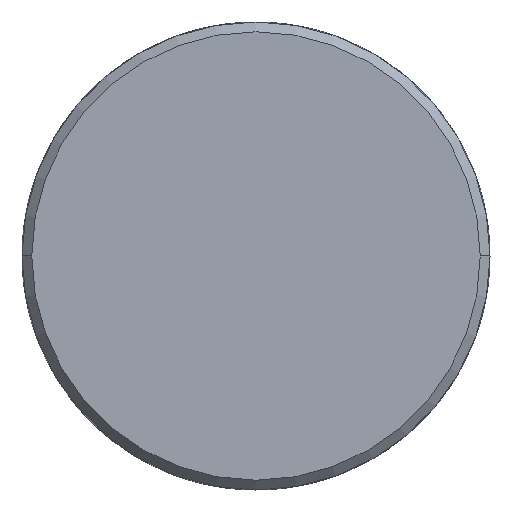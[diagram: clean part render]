
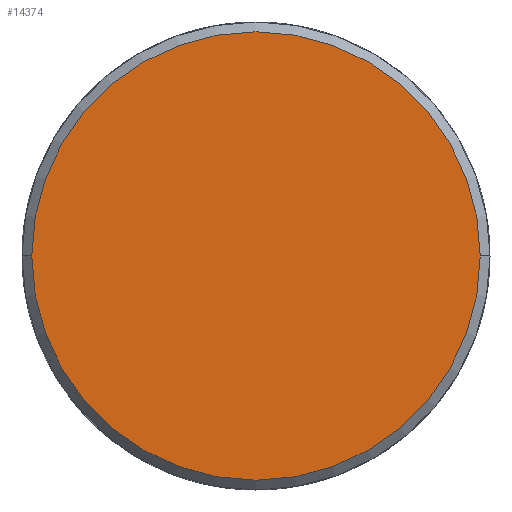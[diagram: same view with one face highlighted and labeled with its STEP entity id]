
A CAD part, left-side view. The second image highlights one B-rep face of the part: STEP entity #14374.
In plain terms, the highlighted face is planar.
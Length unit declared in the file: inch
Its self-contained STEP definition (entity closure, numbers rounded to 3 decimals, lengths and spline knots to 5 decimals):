
#1603 = DIRECTION ( 'NONE',  ( 1., 0., 0. ) ) ;
#1732 = FACE_OUTER_BOUND ( 'NONE', #15910, .T. ) ;
#2243 = EDGE_CURVE ( 'NONE', #8745, #10401, #14291, .T. ) ;
#2626 = DIRECTION ( 'NONE',  ( 1., 0., 0. ) ) ;
#2794 = PLANE ( 'NONE',  #13377 ) ;
#4896 = ORIENTED_EDGE ( 'NONE', *, *, #14615, .T. ) ;
#5782 = ORIENTED_EDGE ( 'NONE', *, *, #2243, .T. ) ;
#5933 = DIRECTION ( 'NONE',  ( 1., 0., 0. ) ) ;
#7270 = AXIS2_PLACEMENT_3D ( 'NONE', #10028, #2626, #11293 ) ;
#8090 = AXIS2_PLACEMENT_3D ( 'NONE', #13320, #5933, #14568 ) ;
#8745 = VERTEX_POINT ( 'NONE', #14320 ) ;
#9006 = CARTESIAN_POINT ( 'NONE',  ( 5., 0., 0. ) ) ;
#9803 = CARTESIAN_POINT ( 'NONE',  ( 5., 0., 1.435 ) ) ;
#9854 = CIRCLE ( 'NONE', #8090, 1.435 ) ;
#10028 = CARTESIAN_POINT ( 'NONE',  ( 5., 0., 0. ) ) ;
#10257 = DIRECTION ( 'NONE',  ( 0., 0., -1. ) ) ;
#10401 = VERTEX_POINT ( 'NONE', #9803 ) ;
#11293 = DIRECTION ( 'NONE',  ( 0., 0., -1. ) ) ;
#13320 = CARTESIAN_POINT ( 'NONE',  ( 5., 0., 0. ) ) ;
#13377 = AXIS2_PLACEMENT_3D ( 'NONE', #9006, #1603, #10257 ) ;
#14291 = CIRCLE ( 'NONE', #7270, 1.435 ) ;
#14320 = CARTESIAN_POINT ( 'NONE',  ( 5., 0., -1.435 ) ) ;
#14374 = ADVANCED_FACE ( 'NONE', ( #1732 ), #2794, .T. ) ;
#14568 = DIRECTION ( 'NONE',  ( 0., 0., -1. ) ) ;
#14615 = EDGE_CURVE ( 'NONE', #10401, #8745, #9854, .T. ) ;
#15910 = EDGE_LOOP ( 'NONE', ( #4896, #5782 ) ) ;
